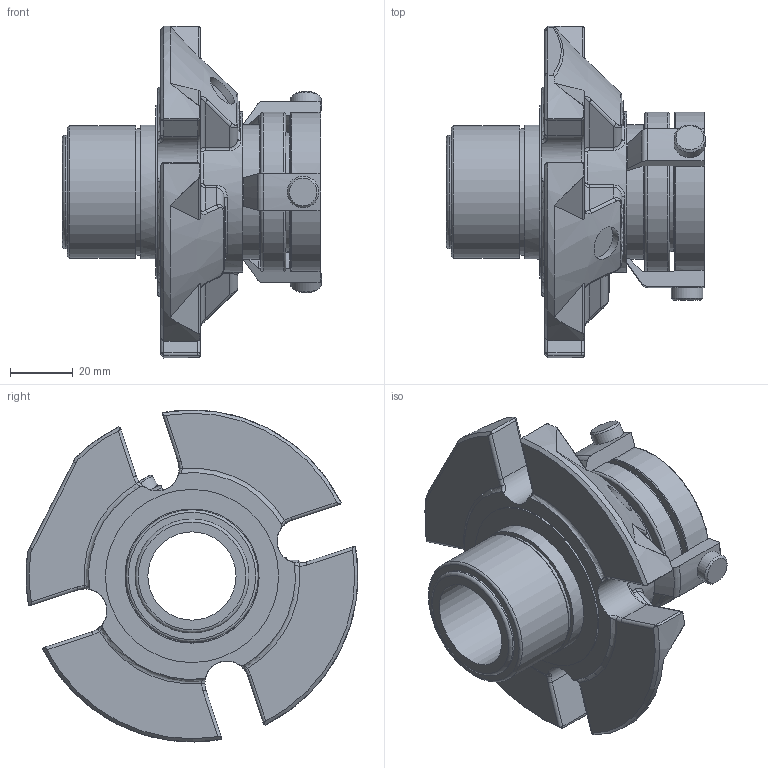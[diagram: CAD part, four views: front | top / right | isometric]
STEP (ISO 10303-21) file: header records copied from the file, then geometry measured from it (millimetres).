
FILE_DESCRIPTION(/* description */ ('Unknown'),/* implementation_level */ '2;1');
FILE_NAME(/* name */ '28mm',/* time_stamp */ '2023-02-06T12:30:01+00:00',/* author */ ('Unknown'),/* organization */ ('Unknown'),/* preprocessor_version */ 'ST-DEVELOPER v16.7',/* originating_system */ 'Solid Edge',/* authorisation */ 'Unknown');
FILE_SCHEMA (('AUTOMOTIVE_DESIGN {1 0 10303 214 3 1 1}'));
Length unit declared in the file: millimetre
Products named in the file (1): 28mm
Bounding box: 82.24 x 105.39 x 105.4 mm (x, y, z)
Volume: 171224.9 mm3; surface area: 41974.5 mm2
Topology: 1 solids, 1 shells, 519 faces, 1334 edges, 844 vertices
Faces by surface type: plane 186, cylinder 141, bspline 84, torus 63, sphere 24, cone 21
Full cylindrical faces by diameter (mm): 2.821 x1, 10 x3, 10.998 x2, 28.001 x1, 36.17 x1, 37.846 x1, 40.157 x1, 41.961 x1, 42.596 x1, 42.621 x1, 50.597 x1, 51 x1, 54.966 x1
Entity records: 18296 total; most frequent: CARTESIAN_POINT 6645, ORIENTED_EDGE 2544, DIRECTION 2205, EDGE_CURVE 1272, AXIS2_PLACEMENT_3D 863, VERTEX_POINT 819, EDGE_LOOP 591, FACE_BOUND 591
